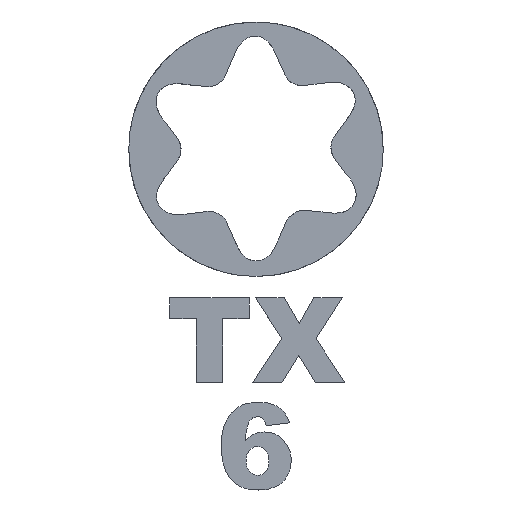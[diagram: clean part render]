
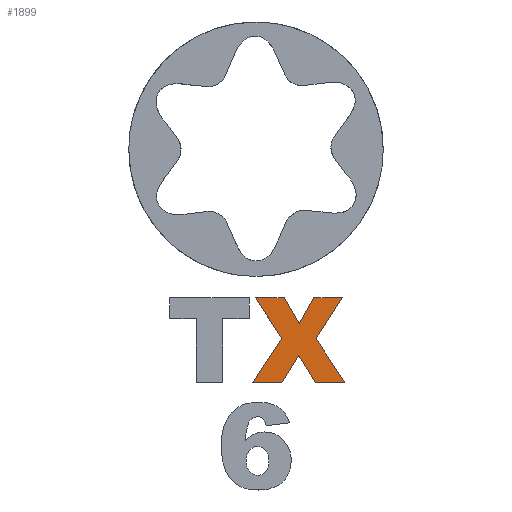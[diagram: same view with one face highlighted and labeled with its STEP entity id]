
A CAD part, top view. The second image highlights one B-rep face of the part: STEP entity #1899.
In plain terms, the highlighted planar face has unit normal (0, 0, 1).
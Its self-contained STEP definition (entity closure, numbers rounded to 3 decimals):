
#139=PLANE('',#1951);
#241=FACE_OUTER_BOUND('',#347,.T.);
#347=EDGE_LOOP('',(#1735,#1736,#1737,#1738,#1739,#1740,#1741,#1742,#1743,
#1744,#1745,#1746));
#461=LINE('',#3654,#609);
#465=LINE('',#3662,#613);
#468=LINE('',#3668,#616);
#471=LINE('',#3674,#619);
#474=LINE('',#3680,#622);
#477=LINE('',#3686,#625);
#480=LINE('',#3692,#628);
#483=LINE('',#3698,#631);
#486=LINE('',#3704,#634);
#489=LINE('',#3710,#637);
#492=LINE('',#3716,#640);
#495=LINE('',#3721,#643);
#609=VECTOR('',#2111,10.);
#613=VECTOR('',#2117,10.);
#616=VECTOR('',#2122,10.);
#619=VECTOR('',#2127,10.);
#622=VECTOR('',#2132,10.);
#625=VECTOR('',#2137,10.);
#628=VECTOR('',#2142,10.);
#631=VECTOR('',#2147,10.);
#634=VECTOR('',#2152,10.);
#637=VECTOR('',#2157,10.);
#640=VECTOR('',#2162,10.);
#643=VECTOR('',#2167,10.);
#889=VERTEX_POINT('',#3652);
#890=VERTEX_POINT('',#3653);
#893=VERTEX_POINT('',#3661);
#895=VERTEX_POINT('',#3667);
#897=VERTEX_POINT('',#3673);
#899=VERTEX_POINT('',#3679);
#901=VERTEX_POINT('',#3685);
#903=VERTEX_POINT('',#3691);
#905=VERTEX_POINT('',#3697);
#907=VERTEX_POINT('',#3703);
#909=VERTEX_POINT('',#3709);
#911=VERTEX_POINT('',#3715);
#1159=EDGE_CURVE('',#889,#890,#461,.T.);
#1163=EDGE_CURVE('',#893,#889,#465,.T.);
#1166=EDGE_CURVE('',#895,#893,#468,.T.);
#1169=EDGE_CURVE('',#897,#895,#471,.T.);
#1172=EDGE_CURVE('',#899,#897,#474,.T.);
#1175=EDGE_CURVE('',#901,#899,#477,.T.);
#1178=EDGE_CURVE('',#903,#901,#480,.T.);
#1181=EDGE_CURVE('',#905,#903,#483,.T.);
#1184=EDGE_CURVE('',#907,#905,#486,.T.);
#1187=EDGE_CURVE('',#909,#907,#489,.T.);
#1190=EDGE_CURVE('',#911,#909,#492,.T.);
#1193=EDGE_CURVE('',#890,#911,#495,.T.);
#1735=ORIENTED_EDGE('',*,*,#1193,.F.);
#1736=ORIENTED_EDGE('',*,*,#1159,.F.);
#1737=ORIENTED_EDGE('',*,*,#1163,.F.);
#1738=ORIENTED_EDGE('',*,*,#1166,.F.);
#1739=ORIENTED_EDGE('',*,*,#1169,.F.);
#1740=ORIENTED_EDGE('',*,*,#1172,.F.);
#1741=ORIENTED_EDGE('',*,*,#1175,.F.);
#1742=ORIENTED_EDGE('',*,*,#1178,.F.);
#1743=ORIENTED_EDGE('',*,*,#1181,.F.);
#1744=ORIENTED_EDGE('',*,*,#1184,.F.);
#1745=ORIENTED_EDGE('',*,*,#1187,.F.);
#1746=ORIENTED_EDGE('',*,*,#1190,.F.);
#1899=ADVANCED_FACE('',(#241),#139,.T.);
#1951=AXIS2_PLACEMENT_3D('',#3723,#2169,#2170);
#2111=DIRECTION('',(0.552,0.834,0.));
#2117=DIRECTION('',(-1.,0.,0.));
#2122=DIRECTION('',(-0.524,-0.852,0.));
#2127=DIRECTION('',(-0.523,0.852,0.));
#2132=DIRECTION('',(-1.,0.,0.));
#2137=DIRECTION('',(0.551,-0.835,0.));
#2142=DIRECTION('',(-0.54,-0.841,0.));
#2147=DIRECTION('',(1.,0.,0.));
#2152=DIRECTION('',(0.488,0.873,0.));
#2157=DIRECTION('',(0.499,-0.866,0.));
#2162=DIRECTION('',(1.,0.,0.));
#2167=DIRECTION('',(-0.548,0.836,0.));
#2169=DIRECTION('center_axis',(0.,0.,
1.));
#2170=DIRECTION('ref_axis',(-1.,0.,0.));
#3652=CARTESIAN_POINT('',(189.847,-194.001,0.));
#3653=CARTESIAN_POINT('',(191.228,-191.916,0.));
#3654=CARTESIAN_POINT('',(189.847,-194.001,0.));
#3661=CARTESIAN_POINT('',(191.228,-194.001,0.));
#3662=CARTESIAN_POINT('',(191.228,-194.001,0.));
#3667=CARTESIAN_POINT('',(192.019,-192.715,0.));
#3668=CARTESIAN_POINT('',(192.019,-192.715,0.));
#3673=CARTESIAN_POINT('',(192.808,-194.001,0.));
#3674=CARTESIAN_POINT('',(192.808,-194.001,0.));
#3679=CARTESIAN_POINT('',(194.196,-194.001,0.));
#3680=CARTESIAN_POINT('',(194.196,-194.001,0.));
#3685=CARTESIAN_POINT('',(192.835,-191.938,0.));
#3686=CARTESIAN_POINT('',(192.835,-191.938,0.));
#3691=CARTESIAN_POINT('',(194.079,-190.001,0.));
#3692=CARTESIAN_POINT('',(194.079,-190.001,0.));
#3697=CARTESIAN_POINT('',(192.731,-190.001,0.));
#3698=CARTESIAN_POINT('',(192.731,-190.001,0.));
#3703=CARTESIAN_POINT('',(192.044,-191.231,0.));
#3704=CARTESIAN_POINT('',(192.044,-191.231,0.));
#3709=CARTESIAN_POINT('',(191.334,-190.001,0.));
#3710=CARTESIAN_POINT('',(191.334,-190.001,0.));
#3715=CARTESIAN_POINT('',(189.973,-190.001,0.));
#3716=CARTESIAN_POINT('',(189.973,-190.001,0.));
#3721=CARTESIAN_POINT('',(191.228,-191.916,0.));
#3723=CARTESIAN_POINT('Origin',(192.022,-192.001,0.));
